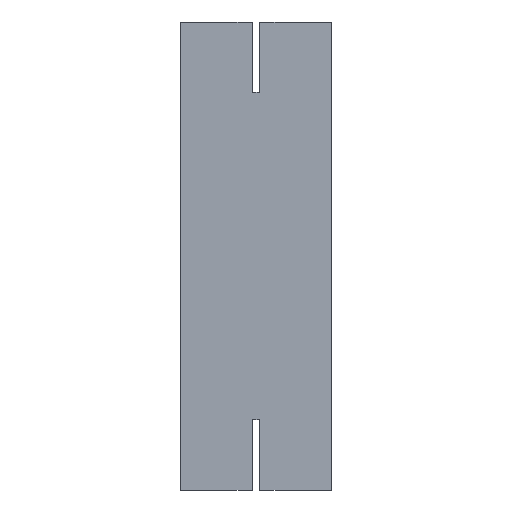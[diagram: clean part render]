
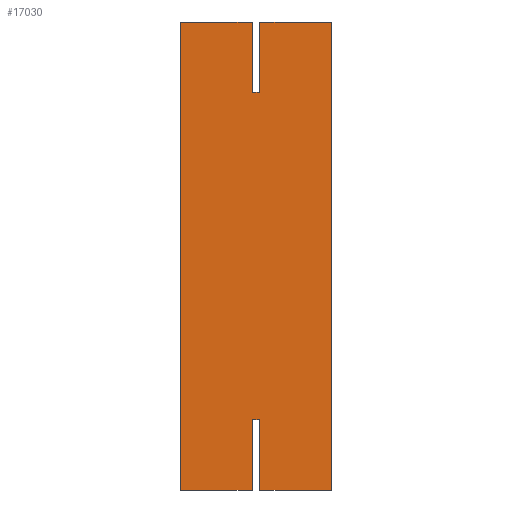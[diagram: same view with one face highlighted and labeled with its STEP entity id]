
A CAD part, left-side view. The second image highlights one B-rep face of the part: STEP entity #17030.
In plain terms, the highlighted free-form (B-spline) face has degree [1, 1] with [2, 2] control points.
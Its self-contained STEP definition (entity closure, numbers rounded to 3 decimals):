
#1690 = CARTESIAN_POINT ('', (-25., 30.5, 90.));
#1700 = VERTEX_POINT ('', #1690);
#1760 = CARTESIAN_POINT ('', (-25., 30.5, 62.925));
#1770 = VERTEX_POINT ('', #1760);
#1780 = CARTESIAN_POINT ('', (-25., 30.5, 90.));
#1790 = CARTESIAN_POINT ('', (-25., 30.5, 62.925));
#1800 = B_SPLINE_CURVE_WITH_KNOTS ('', 1, (#1780, #1790), .UNSPECIFIED., .F., .U., (2, 2), (0., 1.), .UNSPECIFIED.);
#1810 = EDGE_CURVE ('', #1700, #1770, #1800, .T.);
#2070 = CARTESIAN_POINT ('', (-25., 58., 90.));
#2080 = VERTEX_POINT ('', #2070);
#2140 = CARTESIAN_POINT ('', (-25., 58., 90.));
#2150 = CARTESIAN_POINT ('', (-25., 30.5, 90.));
#2160 = B_SPLINE_CURVE_WITH_KNOTS ('', 1, (#2140, #2150), .UNSPECIFIED., .F., .U., (2, 2), (0., 1.), .UNSPECIFIED.);
#2170 = EDGE_CURVE ('', #2080, #1700, #2160, .T.);
#2350 = CARTESIAN_POINT ('', (-25., 58., -90.));
#2360 = VERTEX_POINT ('', #2350);
#2420 = CARTESIAN_POINT ('', (-25., 58., -90.));
#2430 = CARTESIAN_POINT ('', (-25., 58., 90.));
#2440 = B_SPLINE_CURVE_WITH_KNOTS ('', 1, (#2420, #2430), .UNSPECIFIED., .F., .U., (2, 2), (0., 1.), .UNSPECIFIED.);
#2450 = EDGE_CURVE ('', #2360, #2080, #2440, .T.);
#4340 = CARTESIAN_POINT ('', (-25., 30.5, -62.925));
#4350 = VERTEX_POINT ('', #4340);
#4410 = CARTESIAN_POINT ('', (-25., 30.5, -90.));
#4420 = VERTEX_POINT ('', #4410);
#4430 = CARTESIAN_POINT ('', (-25., 30.5, -90.));
#4440 = CARTESIAN_POINT ('', (-25., 30.5, -62.925));
#4450 = B_SPLINE_CURVE_WITH_KNOTS ('', 1, (#4430, #4440), .UNSPECIFIED., .F., .U., (2, 2), (0., 1.), .UNSPECIFIED.);
#4460 = EDGE_CURVE ('', #4420, #4350, #4450, .T.);
#5390 = CARTESIAN_POINT ('', (-25., 27.5, -62.925));
#5400 = VERTEX_POINT ('', #5390);
#5460 = CARTESIAN_POINT ('', (-25., 29., -63.));
#5470 = VERTEX_POINT ('', #5460);
#5480 = CARTESIAN_POINT ('', (-25., 27.5, -62.925));
#5490 = CARTESIAN_POINT ('', (-25., 28.006, -62.976));
#5500 = CARTESIAN_POINT ('', (-25., 28.507, -63.));
#5510 = CARTESIAN_POINT ('', (-25., 29., -63.));
#5520 = (
   BOUNDED_CURVE ()
   B_SPLINE_CURVE (3, (#5480, #5490, #5500, #5510), .UNSPECIFIED., .F., .U.)
   B_SPLINE_CURVE_WITH_KNOTS ((4, 4), (0., 1.), .UNSPECIFIED.)
   CURVE ()
   GEOMETRIC_REPRESENTATION_ITEM ()
   RATIONAL_B_SPLINE_CURVE ((0.909, 0.938, 0.968, 1.))
   REPRESENTATION_ITEM ('')
);
#5530 = EDGE_CURVE ('', #5400, #5470, #5520, .T.);
#5550 = CARTESIAN_POINT ('', (-25., 29., -63.));
#5560 = CARTESIAN_POINT ('', (-25., 29.493, -63.));
#5570 = CARTESIAN_POINT ('', (-25., 29.994, -62.976));
#5580 = CARTESIAN_POINT ('', (-25., 30.5, -62.925));
#5590 = (
   BOUNDED_CURVE ()
   B_SPLINE_CURVE (3, (#5550, #5560, #5570, #5580), .UNSPECIFIED., .F., .U.)
   B_SPLINE_CURVE_WITH_KNOTS ((4, 4), (0., 1.), .UNSPECIFIED.)
   CURVE ()
   GEOMETRIC_REPRESENTATION_ITEM ()
   RATIONAL_B_SPLINE_CURVE ((1., 0.968, 0.938, 0.909))
   REPRESENTATION_ITEM ('')
);
#5600 = EDGE_CURVE ('', #5470, #4350, #5590, .T.);
#9650 = CARTESIAN_POINT ('', (-25., 29., 63.));
#9660 = VERTEX_POINT ('', #9650);
#9670 = CARTESIAN_POINT ('', (-25., 30.5, 62.925));
#9680 = CARTESIAN_POINT ('', (-25., 29.994, 62.976));
#9690 = CARTESIAN_POINT ('', (-25., 29.493, 63.));
#9700 = CARTESIAN_POINT ('', (-25., 29., 63.));
#9710 = (
   BOUNDED_CURVE ()
   B_SPLINE_CURVE (3, (#9670, #9680, #9690, #9700), .UNSPECIFIED., .F., .U.)
   B_SPLINE_CURVE_WITH_KNOTS ((4, 4), (0., 1.), .UNSPECIFIED.)
   CURVE ()
   GEOMETRIC_REPRESENTATION_ITEM ()
   RATIONAL_B_SPLINE_CURVE ((0.909, 0.938, 0.968, 1.))
   REPRESENTATION_ITEM ('')
);
#9720 = EDGE_CURVE ('', #1770, #9660, #9710, .T.);
#10060 = CARTESIAN_POINT ('', (-25., 27.5, 62.925));
#10070 = VERTEX_POINT ('', #10060);
#10080 = CARTESIAN_POINT ('', (-25., 29., 63.));
#10090 = CARTESIAN_POINT ('', (-25., 28.507, 63.));
#10100 = CARTESIAN_POINT ('', (-25., 28.006, 62.976));
#10110 = CARTESIAN_POINT ('', (-25., 27.5, 62.925));
#10120 = (
   BOUNDED_CURVE ()
   B_SPLINE_CURVE (3, (#10080, #10090, #10100, #10110), .UNSPECIFIED., .F., .U.)
   B_SPLINE_CURVE_WITH_KNOTS ((4, 4), (0., 1.), .UNSPECIFIED.)
   CURVE ()
   GEOMETRIC_REPRESENTATION_ITEM ()
   RATIONAL_B_SPLINE_CURVE ((1., 0.968, 0.938, 0.909))
   REPRESENTATION_ITEM ('')
);
#10130 = EDGE_CURVE ('', #9660, #10070, #10120, .T.);
#16500 = ORIENTED_EDGE ('', *, *, #5530, .F.);
#16510 = CARTESIAN_POINT ('', (-25., 27.5, -90.));
#16520 = VERTEX_POINT ('', #16510);
#16530 = CARTESIAN_POINT ('', (-25., 27.5, -62.925));
#16540 = CARTESIAN_POINT ('', (-25., 27.5, -90.));
#16550 = B_SPLINE_CURVE_WITH_KNOTS ('', 1, (#16530, #16540), .UNSPECIFIED., .F., .U., (2, 2), (0., 1.), .UNSPECIFIED.);
#16560 = EDGE_CURVE ('', #5400, #16520, #16550, .T.);
#16570 = ORIENTED_EDGE ('', *, *, #16560, .T.);
#16580 = CARTESIAN_POINT ('', (-25., 0., -90.));
#16590 = VERTEX_POINT ('', #16580);
#16600 = CARTESIAN_POINT ('', (-25., 27.5, -90.));
#16610 = CARTESIAN_POINT ('', (-25., 0., -90.));
#16620 = B_SPLINE_CURVE_WITH_KNOTS ('', 1, (#16600, #16610), .UNSPECIFIED., .F., .U., (2, 2), (0., 1.), .UNSPECIFIED.);
#16630 = EDGE_CURVE ('', #16520, #16590, #16620, .T.);
#16640 = ORIENTED_EDGE ('', *, *, #16630, .T.);
#16650 = CARTESIAN_POINT ('', (-25., 0., 90.));
#16660 = VERTEX_POINT ('', #16650);
#16670 = CARTESIAN_POINT ('', (-25., 0., -90.));
#16680 = CARTESIAN_POINT ('', (-25., 0., 90.));
#16690 = B_SPLINE_CURVE_WITH_KNOTS ('', 1, (#16670, #16680), .UNSPECIFIED., .F., .U., (2, 2), (0., 1.), .UNSPECIFIED.);
#16700 = EDGE_CURVE ('', #16590, #16660, #16690, .T.);
#16710 = ORIENTED_EDGE ('', *, *, #16700, .T.);
#16720 = CARTESIAN_POINT ('', (-25., 27.5, 90.));
#16730 = VERTEX_POINT ('', #16720);
#16740 = CARTESIAN_POINT ('', (-25., 27.5, 90.));
#16750 = CARTESIAN_POINT ('', (-25., 0., 90.));
#16760 = B_SPLINE_CURVE_WITH_KNOTS ('', 1, (#16740, #16750), .UNSPECIFIED., .F., .U., (2, 2), (0., 1.), .UNSPECIFIED.);
#16770 = EDGE_CURVE ('', #16730, #16660, #16760, .T.);
#16780 = ORIENTED_EDGE ('', *, *, #16770, .F.);
#16790 = CARTESIAN_POINT ('', (-25., 27.5, 62.925));
#16800 = CARTESIAN_POINT ('', (-25., 27.5, 90.));
#16810 = B_SPLINE_CURVE_WITH_KNOTS ('', 1, (#16790, #16800), .UNSPECIFIED., .F., .U., (2, 2), (0., 1.), .UNSPECIFIED.);
#16820 = EDGE_CURVE ('', #10070, #16730, #16810, .T.);
#16830 = ORIENTED_EDGE ('', *, *, #16820, .F.);
#16840 = ORIENTED_EDGE ('', *, *, #10130, .F.);
#16850 = ORIENTED_EDGE ('', *, *, #9720, .F.);
#16860 = ORIENTED_EDGE ('', *, *, #1810, .F.);
#16870 = ORIENTED_EDGE ('', *, *, #2170, .F.);
#16880 = ORIENTED_EDGE ('', *, *, #2450, .F.);
#16890 = CARTESIAN_POINT ('', (-25., 58., -90.));
#16900 = CARTESIAN_POINT ('', (-25., 30.5, -90.));
#16910 = B_SPLINE_CURVE_WITH_KNOTS ('', 1, (#16890, #16900), .UNSPECIFIED., .F., .U., (2, 2), (0., 1.), .UNSPECIFIED.);
#16920 = EDGE_CURVE ('', #2360, #4420, #16910, .T.);
#16930 = ORIENTED_EDGE ('', *, *, #16920, .T.);
#16940 = ORIENTED_EDGE ('', *, *, #4460, .T.);
#16950 = ORIENTED_EDGE ('', *, *, #5600, .F.);
#16960 = EDGE_LOOP ('', (#16500, #16570, #16640, #16710, #16780, #16830, #16840, #16850, #16860, #16870, #16880, #16930, #16940, #16950));
#16970 = FACE_OUTER_BOUND ('', #16960, .T.);
#16980 = CARTESIAN_POINT ('', (-25., 0., -90.));
#16990 = CARTESIAN_POINT ('', (-25., 58., -90.));
#17000 = CARTESIAN_POINT ('', (-25., 0., 90.));
#17010 = CARTESIAN_POINT ('', (-25., 58., 90.));
#17020 = B_SPLINE_SURFACE_WITH_KNOTS ('', 1, 1, ((#16980, #16990), (#17000, #17010)), .UNSPECIFIED., .F., .F., .U., (2, 2), (2, 2), (0., 1.), (0., 1.), .UNSPECIFIED.);
#17030 = ADVANCED_FACE ('', (#16970), #17020, .T.);
